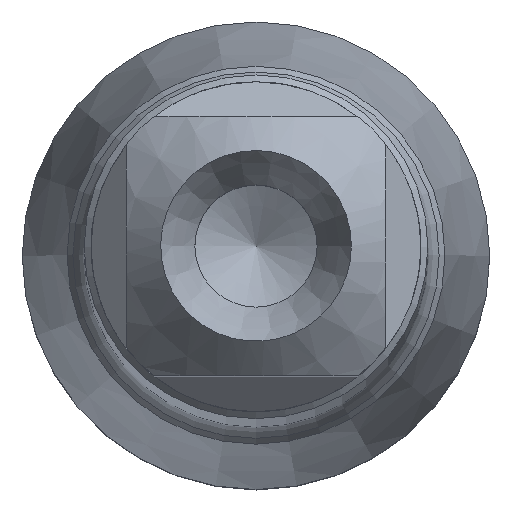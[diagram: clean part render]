
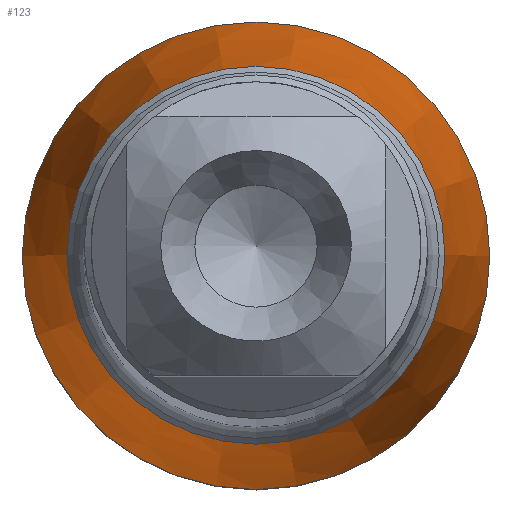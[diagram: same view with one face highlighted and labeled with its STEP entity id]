
A CAD part, top view. The second image highlights one B-rep face of the part: STEP entity #123.
In plain terms, the highlighted conical face has half-angle 8 degrees and reference radius 2.473 mm.
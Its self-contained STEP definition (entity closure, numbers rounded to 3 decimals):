
#99=CONICAL_SURFACE('',#471,2.473,8.);
#123=ADVANCED_FACE('',(#154,#155),#99,.T.);
#154=FACE_BOUND('',#197,.T.);
#155=FACE_BOUND('',#198,.T.);
#197=EDGE_LOOP('',(#277));
#198=EDGE_LOOP('',(#278));
#277=ORIENTED_EDGE('',*,*,#359,.F.);
#278=ORIENTED_EDGE('',*,*,#358,.F.);
#317=VERTEX_POINT('',#741);
#318=VERTEX_POINT('',#744);
#358=EDGE_CURVE('',#317,#317,#378,.T.);
#359=EDGE_CURVE('',#318,#318,#379,.T.);
#378=CIRCLE('',#468,2.473);
#379=CIRCLE('',#470,3.061);
#468=AXIS2_PLACEMENT_3D('',#740,#573,#574);
#470=AXIS2_PLACEMENT_3D('',#743,#577,#578);
#471=AXIS2_PLACEMENT_3D('',#745,#579,#580);
#573=DIRECTION('',(0.,0.,1.));
#574=DIRECTION('',(1.,0.,0.));
#577=DIRECTION('',(0.,0.,-1.));
#578=DIRECTION('',(-1.,0.,0.));
#579=DIRECTION('',(0.,0.,-1.));
#580=DIRECTION('',(-1.,0.,0.));
#740=CARTESIAN_POINT('',(0.,0.,-70.));
#741=CARTESIAN_POINT('',(2.473,0.,-70.));
#743=CARTESIAN_POINT('',(0.,0.,-74.181));
#744=CARTESIAN_POINT('',(-3.061,0.,-74.181));
#745=CARTESIAN_POINT('',(0.,0.,-70.));
